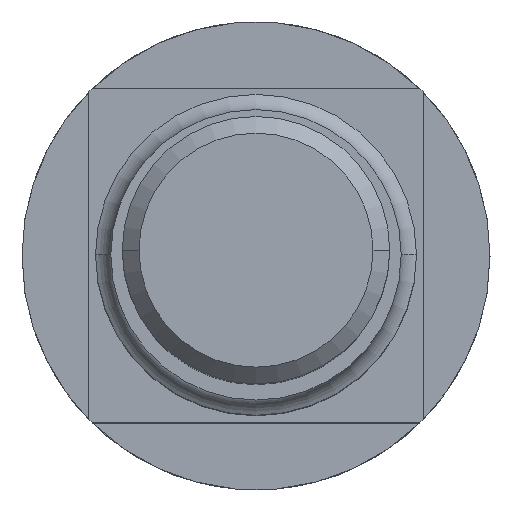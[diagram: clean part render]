
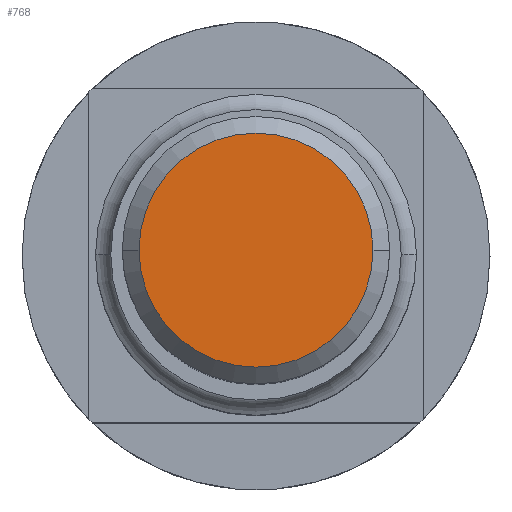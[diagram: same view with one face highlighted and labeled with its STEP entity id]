
A CAD part, top view. The second image highlights one B-rep face of the part: STEP entity #768.
In plain terms, the highlighted planar face has unit normal (0, 0, 1).
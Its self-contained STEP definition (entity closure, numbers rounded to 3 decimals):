
#33 = PLANE ( 'NONE',  #3863 ) ;
#35 = CARTESIAN_POINT ( 'NONE',  ( 0., 0., 0. ) ) ;
#36 = DIRECTION ( 'NONE',  ( 0., 0., -1. ) ) ;
#37 = DIRECTION ( 'NONE',  ( -1., 0., 0. ) ) ;
#768 = ADVANCED_FACE ( 'NONE', ( #5503 ), #33, .F. ) ;
#1490 = EDGE_LOOP ( 'NONE', ( #7177, #7178 ) ) ;
#1852 = CARTESIAN_POINT ( 'NONE',  ( -0.35, 0., 0. ) ) ;
#1866 = CARTESIAN_POINT ( 'NONE',  ( 0.35, 0., 0. ) ) ;
#2571 = EDGE_CURVE ( 'NONE', #7910, #7924, #5736, .T. ) ;
#3717 = CARTESIAN_POINT ( 'NONE',  ( 0., 0., 0. ) ) ;
#3718 = DIRECTION ( 'NONE',  ( 0., 0., 1. ) ) ;
#3719 = DIRECTION ( 'NONE',  ( -1., 0., 0. ) ) ;
#3863 = AXIS2_PLACEMENT_3D ( 'NONE', #35, #36, #37 ) ;
#3919 = AXIS2_PLACEMENT_3D ( 'NONE', #6267, #6268, #6269 ) ;
#3987 = AXIS2_PLACEMENT_3D ( 'NONE', #3717, #3718, #3719 ) ;
#5216 = EDGE_CURVE ( 'NONE', #7924, #7910, #6051, .T. ) ;
#5503 = FACE_OUTER_BOUND ( 'NONE', #1490, .T. ) ;
#5736 = CIRCLE ( 'NONE', #3919, 0.35 ) ;
#6051 = CIRCLE ( 'NONE', #3987, 0.35 ) ;
#6267 = CARTESIAN_POINT ( 'NONE',  ( 0., 0., 0. ) ) ;
#6268 = DIRECTION ( 'NONE',  ( 0., 0., 1. ) ) ;
#6269 = DIRECTION ( 'NONE',  ( -1., 0., 0. ) ) ;
#7177 = ORIENTED_EDGE ( 'NONE', *, *, #2571, .T. ) ;
#7178 = ORIENTED_EDGE ( 'NONE', *, *, #5216, .T. ) ;
#7910 = VERTEX_POINT ( 'NONE', #1852 ) ;
#7924 = VERTEX_POINT ( 'NONE', #1866 ) ;
